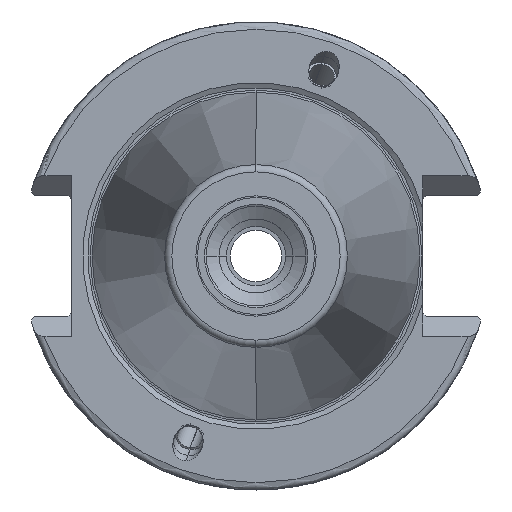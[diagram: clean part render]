
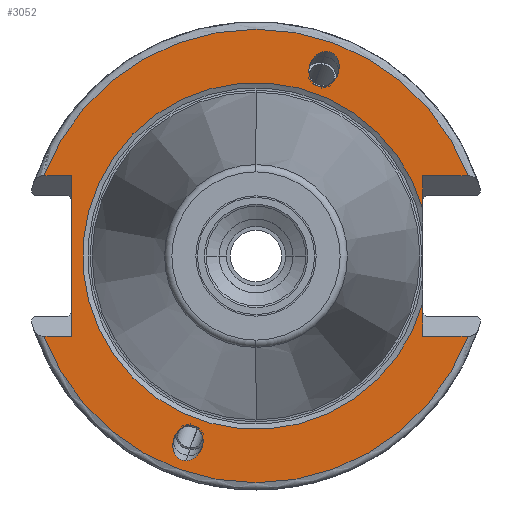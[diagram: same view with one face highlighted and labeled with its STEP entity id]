
A CAD part, left-side view. The second image highlights one B-rep face of the part: STEP entity #3052.
In plain terms, the highlighted planar face has unit normal (-1, 0, 0).
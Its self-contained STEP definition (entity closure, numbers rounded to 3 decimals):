
#365=DIRECTION('',(0.,0.,-1.));
#366=VECTOR('',#365,21.78);
#367=CARTESIAN_POINT('',(1.,25.,10.89));
#368=LINE('',#367,#366);
#593=CARTESIAN_POINT('',(1.,28.757,-10.89));
#599=DIRECTION('',(0.,1.,0.));
#600=VECTOR('',#599,3.757);
#601=CARTESIAN_POINT('',(1.,25.,-10.89));
#602=LINE('',#601,#600);
#603=DIRECTION('',(0.,-1.,0.));
#604=VECTOR('',#603,3.757);
#605=CARTESIAN_POINT('',(1.,28.757,10.89));
#606=LINE('',#605,#604);
#607=DIRECTION('',(0.,-1.,0.));
#608=VECTOR('',#607,6.157);
#609=CARTESIAN_POINT('',(1.,-22.6,10.89));
#610=LINE('',#609,#608);
#611=DIRECTION('',(0.,1.,0.));
#612=VECTOR('',#611,6.157);
#613=CARTESIAN_POINT('',(1.,-28.757,-10.89));
#614=LINE('',#613,#612);
#615=CARTESIAN_POINT('',(1.,9.498,-27.766));
#616=CARTESIAN_POINT('',(1.,9.738,-27.766));
#617=CARTESIAN_POINT('',(1.,10.246,-27.663));
#618=CARTESIAN_POINT('',(1.,10.912,-27.117));
#619=CARTESIAN_POINT('',(1.,11.284,-26.257));
#620=CARTESIAN_POINT('',(1.,11.318,-25.372));
#621=CARTESIAN_POINT('',(1.,11.09,-24.486));
#622=CARTESIAN_POINT('',(1.,10.528,-23.627));
#623=CARTESIAN_POINT('',(1.,9.742,-23.08));
#624=CARTESIAN_POINT('',(1.,9.212,-22.978));
#625=CARTESIAN_POINT('',(1.,8.971,-22.978));
#627=CARTESIAN_POINT('',(1.,8.971,-22.978));
#628=CARTESIAN_POINT('',(1.,8.731,-22.978));
#629=CARTESIAN_POINT('',(1.,8.223,-23.08));
#630=CARTESIAN_POINT('',(1.,7.557,-23.627));
#631=CARTESIAN_POINT('',(1.,7.185,-24.486));
#632=CARTESIAN_POINT('',(1.,7.151,-25.372));
#633=CARTESIAN_POINT('',(1.,7.379,-26.257));
#634=CARTESIAN_POINT('',(1.,7.941,-27.117));
#635=CARTESIAN_POINT('',(1.,8.727,-27.663));
#636=CARTESIAN_POINT('',(1.,9.257,-27.766));
#637=CARTESIAN_POINT('',(1.,9.498,-27.766));
#639=CARTESIAN_POINT('',(1.,-8.971,22.978));
#640=CARTESIAN_POINT('',(1.,-8.731,22.978));
#641=CARTESIAN_POINT('',(1.,-8.223,23.08));
#642=CARTESIAN_POINT('',(1.,-7.557,23.627));
#643=CARTESIAN_POINT('',(1.,-7.185,24.486));
#644=CARTESIAN_POINT('',(1.,-7.151,25.372));
#645=CARTESIAN_POINT('',(1.,-7.379,26.257));
#646=CARTESIAN_POINT('',(1.,-7.941,27.117));
#647=CARTESIAN_POINT('',(1.,-8.727,27.663));
#648=CARTESIAN_POINT('',(1.,-9.257,27.766));
#649=CARTESIAN_POINT('',(1.,-9.498,27.766));
#651=CARTESIAN_POINT('',(1.,-9.498,27.766));
#652=CARTESIAN_POINT('',(1.,-9.738,27.766));
#653=CARTESIAN_POINT('',(1.,-10.246,27.663));
#654=CARTESIAN_POINT('',(1.,-10.912,27.117));
#655=CARTESIAN_POINT('',(1.,-11.284,26.257));
#656=CARTESIAN_POINT('',(1.,-11.318,25.372));
#657=CARTESIAN_POINT('',(1.,-11.09,24.486));
#658=CARTESIAN_POINT('',(1.,-10.528,23.627));
#659=CARTESIAN_POINT('',(1.,-9.742,23.08));
#660=CARTESIAN_POINT('',(1.,-9.212,22.978));
#661=CARTESIAN_POINT('',(1.,-8.971,22.978));
#668=CARTESIAN_POINT('',(1.,0.,0.));
#669=DIRECTION('',(-1.,0.,0.));
#670=DIRECTION('',(0.,0.935,-0.354));
#671=AXIS2_PLACEMENT_3D('',#668,#669,#670);
#892=DIRECTION('',(0.,0.,1.));
#893=VECTOR('',#892,4.449);
#894=CARTESIAN_POINT('',(1.,-22.6,-10.89));
#895=LINE('',#894,#893);
#896=DIRECTION('',(0.,0.,1.));
#897=VECTOR('',#896,4.449);
#898=CARTESIAN_POINT('',(1.,-22.6,6.441));
#899=LINE('',#898,#897);
#912=CARTESIAN_POINT('',(1.,-28.757,-10.89));
#932=CARTESIAN_POINT('',(1.,-22.6,-6.441));
#934=CARTESIAN_POINT('',(1.,0.,0.));
#935=DIRECTION('',(1.,0.,0.));
#936=DIRECTION('',(0.,-0.962,-0.274));
#937=AXIS2_PLACEMENT_3D('',#934,#935,#936);
#939=CARTESIAN_POINT('',(1.,-22.6,6.441));
#1041=CARTESIAN_POINT('',(1.,-28.757,10.89));
#1473=CARTESIAN_POINT('',(1.,0.,0.));
#1474=DIRECTION('',(-1.,0.,0.));
#1475=DIRECTION('',(0.,-0.935,0.354));
#1476=AXIS2_PLACEMENT_3D('',#1473,#1474,#1475);
#1486=CARTESIAN_POINT('',(1.,28.757,10.89));
#1849=VERTEX_POINT('',#939);
#1850=VERTEX_POINT('',#932);
#1905=CARTESIAN_POINT('',(1.,25.,10.89));
#1906=CARTESIAN_POINT('',(1.,25.,-10.89));
#1907=VERTEX_POINT('',#1905);
#1908=VERTEX_POINT('',#1906);
#1909=CARTESIAN_POINT('',(1.,-22.6,-10.89));
#1910=VERTEX_POINT('',#1909);
#1911=CARTESIAN_POINT('',(1.,-22.6,10.89));
#1912=VERTEX_POINT('',#1911);
#1914=VERTEX_POINT('',#593);
#1915=VERTEX_POINT('',#912);
#1918=VERTEX_POINT('',#1041);
#1919=VERTEX_POINT('',#1486);
#2009=VERTEX_POINT('',#615);
#2010=VERTEX_POINT('',#625);
#2053=CARTESIAN_POINT('',(1.,-8.971,22.978));
#2054=VERTEX_POINT('',#2053);
#2055=CARTESIAN_POINT('',(1.,-9.498,27.766));
#2056=VERTEX_POINT('',#2055);
#3015=CARTESIAN_POINT('',(1.,0.,0.));
#3016=DIRECTION('',(1.,0.,0.));
#3017=DIRECTION('',(0.,0.,1.));
#3018=AXIS2_PLACEMENT_3D('',#3015,#3016,#3017);
#3019=PLANE('',#3018);
#3021=ORIENTED_EDGE('',*,*,#3020,.F.);
#3022=ORIENTED_EDGE('',*,*,#3004,.F.);
#3023=ORIENTED_EDGE('',*,*,#2710,.F.);
#3025=ORIENTED_EDGE('',*,*,#3024,.F.);
#3027=ORIENTED_EDGE('',*,*,#3026,.F.);
#3029=ORIENTED_EDGE('',*,*,#3028,.F.);
#3031=ORIENTED_EDGE('',*,*,#3030,.F.);
#3033=ORIENTED_EDGE('',*,*,#3032,.F.);
#3035=ORIENTED_EDGE('',*,*,#3034,.F.);
#3037=ORIENTED_EDGE('',*,*,#3036,.F.);
#3038=EDGE_LOOP('',(#3021,#3022,#3023,#3025,#3027,#3029,#3031,#3033,#3035,
#3037));
#3039=FACE_OUTER_BOUND('',#3038,.F.);
#3041=ORIENTED_EDGE('',*,*,#3040,.F.);
#3043=ORIENTED_EDGE('',*,*,#3042,.F.);
#3044=EDGE_LOOP('',(#3041,#3043));
#3045=FACE_BOUND('',#3044,.F.);
#3047=ORIENTED_EDGE('',*,*,#3046,.F.);
#3049=ORIENTED_EDGE('',*,*,#3048,.F.);
#3050=EDGE_LOOP('',(#3047,#3049));
#3051=FACE_BOUND('',#3050,.F.);
#3052=ADVANCED_FACE('',(#3039,#3045,#3051),#3019,.F.);
#626=B_SPLINE_CURVE_WITH_KNOTS('',3,(#615,#616,#617,#618,#619,#620,#621,#622,
#623,#624,#625),.UNSPECIFIED.,.F.,.F.,(4,1,1,1,1,1,1,1,4),(0.,0.125,0.25,
0.375,0.5,0.625,0.75,0.875,1.),.UNSPECIFIED.);
#638=B_SPLINE_CURVE_WITH_KNOTS('',3,(#627,#628,#629,#630,#631,#632,#633,#634,
#635,#636,#637),.UNSPECIFIED.,.F.,.F.,(4,1,1,1,1,1,1,1,4),(0.,0.125,0.25,
0.375,0.5,0.625,0.75,0.875,1.),.UNSPECIFIED.);
#650=B_SPLINE_CURVE_WITH_KNOTS('',3,(#639,#640,#641,#642,#643,#644,#645,#646,
#647,#648,#649),.UNSPECIFIED.,.F.,.F.,(4,1,1,1,1,1,1,1,4),(0.,0.125,0.25,
0.375,0.5,0.625,0.75,0.875,1.),.UNSPECIFIED.);
#662=B_SPLINE_CURVE_WITH_KNOTS('',3,(#651,#652,#653,#654,#655,#656,#657,#658,
#659,#660,#661),.UNSPECIFIED.,.F.,.F.,(4,1,1,1,1,1,1,1,4),(0.,0.125,0.25,
0.375,0.5,0.625,0.75,0.875,1.),.UNSPECIFIED.);
#672=CIRCLE('',#671,30.75);
#938=CIRCLE('',#937,23.5);
#1477=CIRCLE('',#1476,30.75);
#2710=EDGE_CURVE('',#1907,#1908,#368,.T.);
#3004=EDGE_CURVE('',#1908,#1914,#602,.T.);
#3020=EDGE_CURVE('',#1914,#1915,#672,.T.);
#3024=EDGE_CURVE('',#1919,#1907,#606,.T.);
#3026=EDGE_CURVE('',#1918,#1919,#1477,.T.);
#3028=EDGE_CURVE('',#1912,#1918,#610,.T.);
#3030=EDGE_CURVE('',#1849,#1912,#899,.T.);
#3032=EDGE_CURVE('',#1850,#1849,#938,.T.);
#3034=EDGE_CURVE('',#1910,#1850,#895,.T.);
#3036=EDGE_CURVE('',#1915,#1910,#614,.T.);
#3040=EDGE_CURVE('',#2009,#2010,#626,.T.);
#3042=EDGE_CURVE('',#2010,#2009,#638,.T.);
#3046=EDGE_CURVE('',#2054,#2056,#650,.T.);
#3048=EDGE_CURVE('',#2056,#2054,#662,.T.);
